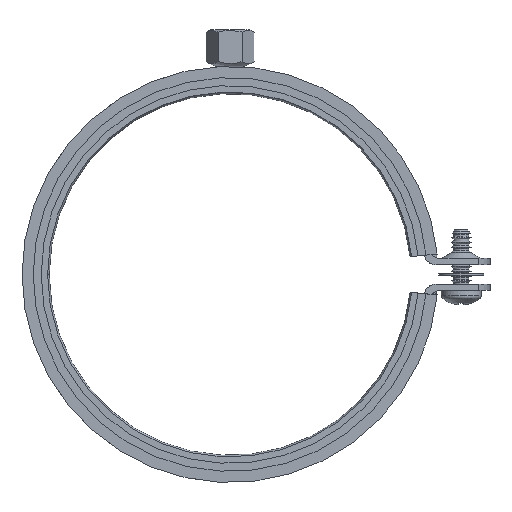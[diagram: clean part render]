
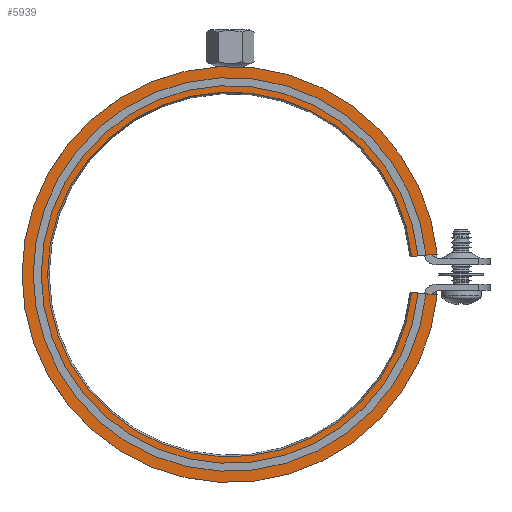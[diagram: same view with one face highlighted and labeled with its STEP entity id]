
A CAD part, front view. The second image highlights one B-rep face of the part: STEP entity #5939.
In plain terms, the highlighted face is planar.
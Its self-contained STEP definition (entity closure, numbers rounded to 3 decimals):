
#4790=CARTESIAN_POINT('',(50.345,165.573,11.5));
#4791=VERTEX_POINT('',#4790);
#4798=CARTESIAN_POINT('',(164.068,159.966,11.5));
#4799=VERTEX_POINT('',#4798);
#4800=CARTESIAN_POINT('',(107.345,165.573,11.5));
#4801=DIRECTION('',(0.0,0.0,1.0));
#4802=DIRECTION('',(1.0,0.0,0.0));
#4803=AXIS2_PLACEMENT_3D('',#4800,#4801,#4802);
#4804=CIRCLE('',#4803,57.);
#4805=EDGE_CURVE('',#4791,#4799,#4804,.T.);
#4830=CARTESIAN_POINT('',(42.345,165.573,11.5));
#4831=VERTEX_POINT('',#4830);
#4840=CARTESIAN_POINT('',(172.029,171.966,11.5));
#4841=VERTEX_POINT('',#4840);
#4842=CARTESIAN_POINT('',(107.345,165.573,11.5));
#4843=DIRECTION('',(0.0,0.0,1.0));
#4844=DIRECTION('',(1.0,0.0,0.0));
#4845=AXIS2_PLACEMENT_3D('',#4842,#4843,#4844);
#4846=CIRCLE('',#4845,65.0);
#4847=EDGE_CURVE('',#4841,#4831,#4846,.T.);
#5890=CARTESIAN_POINT('',(172.029,159.179,11.5));
#5891=VERTEX_POINT('',#5890);
#5898=CARTESIAN_POINT('',(107.345,165.573,11.5));
#5899=DIRECTION('',(0.0,0.0,1.0));
#5900=DIRECTION('',(1.0,0.0,0.0));
#5901=AXIS2_PLACEMENT_3D('',#5898,#5899,#5900);
#5902=CIRCLE('',#5901,65.0);
#5903=EDGE_CURVE('',#4831,#5891,#5902,.T.);
#5908=CARTESIAN_POINT('',(168.049,171.573,11.5));
#5909=DIRECTION('',(0.0,0.0,1.0));
#5910=DIRECTION('',(1.0,0.0,0.0));
#5911=AXIS2_PLACEMENT_3D('',#5908,#5909,#5910);
#5912=PLANE('',#5911);
#5913=CARTESIAN_POINT('',(172.029,159.179,11.5));
#5914=DIRECTION('',(-0.995,0.098,0.0));
#5915=VECTOR('',#5914,8.);
#5916=LINE('',#5913,#5915);
#5917=EDGE_CURVE('',#5891,#4799,#5916,.T.);
#5918=ORIENTED_EDGE('',*,*,#5917,.T.);
#5919=ORIENTED_EDGE('',*,*,#4805,.F.);
#5920=CARTESIAN_POINT('',(164.068,171.179,11.5));
#5921=VERTEX_POINT('',#5920);
#5922=CARTESIAN_POINT('',(107.345,165.573,11.5));
#5923=DIRECTION('',(0.0,0.0,1.0));
#5924=DIRECTION('',(1.0,0.0,0.0));
#5925=AXIS2_PLACEMENT_3D('',#5922,#5923,#5924);
#5926=CIRCLE('',#5925,57.);
#5927=EDGE_CURVE('',#5921,#4791,#5926,.T.);
#5928=ORIENTED_EDGE('',*,*,#5927,.F.);
#5929=CARTESIAN_POINT('',(172.029,171.966,11.5));
#5930=DIRECTION('',(-0.995,-0.098,0.0));
#5931=VECTOR('',#5930,8.);
#5932=LINE('',#5929,#5931);
#5933=EDGE_CURVE('',#4841,#5921,#5932,.T.);
#5934=ORIENTED_EDGE('',*,*,#5933,.F.);
#5935=ORIENTED_EDGE('',*,*,#4847,.T.);
#5936=ORIENTED_EDGE('',*,*,#5903,.T.);
#5937=EDGE_LOOP('',(#5918,#5919,#5928,#5934,#5935,#5936));
#5938=FACE_OUTER_BOUND('',#5937,.T.);
#5939=ADVANCED_FACE('',(#5938),#5912,.T.);
